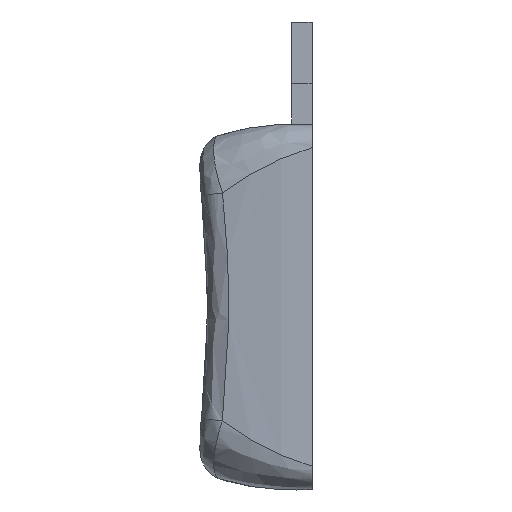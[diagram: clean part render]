
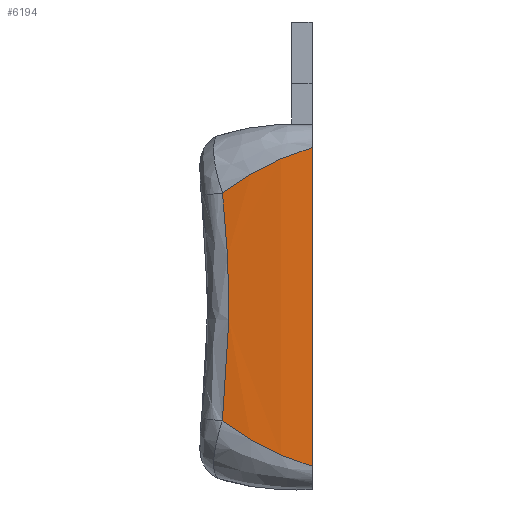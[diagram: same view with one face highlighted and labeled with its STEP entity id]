
A CAD part, left-side view. The second image highlights one B-rep face of the part: STEP entity #6194.
In plain terms, the highlighted cylindrical face has radius 20.743 mm (diameter 41.487 mm), a partial arc.
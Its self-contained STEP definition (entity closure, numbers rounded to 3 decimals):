
#242=ELLIPSE('',#6636,44.311,40.779);
#498=FACE_OUTER_BOUND('',#898,.T.);
#898=EDGE_LOOP('',(#4418,#4419,#4420,#4421));
#1303=B_SPLINE_CURVE_WITH_KNOTS('',3,(#10848,#10849,#10850,#10851,#10852,
#10853,#10854,#10855,#10856,#10857,#10858,#10859,#10860,#10861,#10862,#10863,
#10864,#10865,#10866,#10867,#10868,#10869,#10870,#10871,#10872),
 .UNSPECIFIED.,.F.,.F.,(4,3,3,3,3,3,3,3,4),(0.033,0.11,
0.187,0.261,0.334,0.407,
0.418,0.491,0.524),.UNSPECIFIED.);
#1312=B_SPLINE_CURVE_WITH_KNOTS('',3,(#11206,#11207,#11208,#11209,#11210,
#11211,#11212,#11213,#11214,#11215,#11216,#11217,#11218,#11219,#11220,#11221,
#11222,#11223,#11224,#11225,#11226,#11227,#11228,#11229,#11230),
 .UNSPECIFIED.,.F.,.F.,(4,3,3,3,3,3,3,3,4),(-0.107,-0.033,
0.,0.073,0.146,0.221,0.296,
0.373,0.385),.UNSPECIFIED.);
#1673=LINE('',#11246,#1981);
#1981=VECTOR('',#7335,10.);
#2549=VERTEX_POINT('',#10824);
#2551=VERTEX_POINT('',#10842);
#2561=VERTEX_POINT('',#11191);
#2563=VERTEX_POINT('',#11205);
#3233=EDGE_CURVE('',#2551,#2549,#1303,.T.);
#3249=EDGE_CURVE('',#2561,#2563,#1312,.T.);
#3252=EDGE_CURVE('',#2549,#2561,#1673,.T.);
#3253=EDGE_CURVE('',#2563,#2551,#242,.T.);
#4418=ORIENTED_EDGE('',*,*,#3252,.F.);
#4419=ORIENTED_EDGE('',*,*,#3233,.F.);
#4420=ORIENTED_EDGE('',*,*,#3253,.F.);
#4421=ORIENTED_EDGE('',*,*,#3249,.F.);
#6023=CYLINDRICAL_SURFACE('',#6635,20.743);
#6194=ADVANCED_FACE('',(#498),#6023,.T.);
#6635=AXIS2_PLACEMENT_3D('',#11245,#7333,#7334);
#6636=AXIS2_PLACEMENT_3D('',#11247,#7336,#7337);
#7333=DIRECTION('center_axis',(0.,0.,1.));
#7334=DIRECTION('ref_axis',(-0.92,0.391,0.));
#7335=DIRECTION('',(0.,0.,-1.));
#7336=DIRECTION('center_axis',(-0.987,0.163,0.));
#7337=DIRECTION('ref_axis',(0.,0.,1.));
#10824=CARTESIAN_POINT('',(-102.826,2.5,-178.821));
#10842=CARTESIAN_POINT('',(-102.572,6.882,-181.041));
#10848=CARTESIAN_POINT('Ctrl Pts',(-102.572,6.882,-181.041));
#10849=CARTESIAN_POINT('Ctrl Pts',(-102.607,6.674,-180.886));
#10850=CARTESIAN_POINT('Ctrl Pts',(-102.638,6.463,-180.736));
#10851=CARTESIAN_POINT('Ctrl Pts',(-102.667,6.247,-180.592));
#10852=CARTESIAN_POINT('Ctrl Pts',(-102.696,6.031,-180.448));
#10853=CARTESIAN_POINT('Ctrl Pts',(-102.722,5.81,-180.309));
#10854=CARTESIAN_POINT('Ctrl Pts',(-102.745,5.587,-180.177));
#10855=CARTESIAN_POINT('Ctrl Pts',(-102.767,5.371,-180.049));
#10856=CARTESIAN_POINT('Ctrl Pts',(-102.785,5.153,-179.928));
#10857=CARTESIAN_POINT('Ctrl Pts',(-102.801,4.932,-179.812));
#10858=CARTESIAN_POINT('Ctrl Pts',(-102.816,4.713,-179.697));
#10859=CARTESIAN_POINT('Ctrl Pts',(-102.828,4.491,-179.588));
#10860=CARTESIAN_POINT('Ctrl Pts',(-102.836,4.267,-179.486));
#10861=CARTESIAN_POINT('Ctrl Pts',(-102.844,4.046,-179.384));
#10862=CARTESIAN_POINT('Ctrl Pts',(-102.849,3.822,-179.288));
#10863=CARTESIAN_POINT('Ctrl Pts',(-102.85,3.597,-179.199));
#10864=CARTESIAN_POINT('Ctrl Pts',(-102.85,3.565,-179.187));
#10865=CARTESIAN_POINT('Ctrl Pts',(-102.85,3.532,-179.174));
#10866=CARTESIAN_POINT('Ctrl Pts',(-102.85,3.5,-179.161));
#10867=CARTESIAN_POINT('Ctrl Pts',(-102.85,3.274,-179.074));
#10868=CARTESIAN_POINT('Ctrl Pts',(-102.846,3.046,-178.993));
#10869=CARTESIAN_POINT('Ctrl Pts',(-102.839,2.816,-178.919));
#10870=CARTESIAN_POINT('Ctrl Pts',(-102.835,2.711,-178.885));
#10871=CARTESIAN_POINT('Ctrl Pts',(-102.831,2.606,-178.852));
#10872=CARTESIAN_POINT('Ctrl Pts',(-102.826,2.5,-178.821));
#11191=CARTESIAN_POINT('',(-102.826,2.5,-194.402));
#11205=CARTESIAN_POINT('',(-102.572,6.882,-192.182));
#11206=CARTESIAN_POINT('Ctrl Pts',(-102.826,2.5,-194.402));
#11207=CARTESIAN_POINT('Ctrl Pts',(-102.837,2.731,-194.334));
#11208=CARTESIAN_POINT('Ctrl Pts',(-102.844,2.961,-194.259));
#11209=CARTESIAN_POINT('Ctrl Pts',(-102.848,3.188,-194.177));
#11210=CARTESIAN_POINT('Ctrl Pts',(-102.849,3.293,-194.14));
#11211=CARTESIAN_POINT('Ctrl Pts',(-102.85,3.396,-194.101));
#11212=CARTESIAN_POINT('Ctrl Pts',(-102.85,3.5,-194.061));
#11213=CARTESIAN_POINT('Ctrl Pts',(-102.85,3.726,-193.974));
#11214=CARTESIAN_POINT('Ctrl Pts',(-102.846,3.95,-193.88));
#11215=CARTESIAN_POINT('Ctrl Pts',(-102.839,4.173,-193.78));
#11216=CARTESIAN_POINT('Ctrl Pts',(-102.832,4.397,-193.68));
#11217=CARTESIAN_POINT('Ctrl Pts',(-102.821,4.619,-193.572));
#11218=CARTESIAN_POINT('Ctrl Pts',(-102.807,4.839,-193.459));
#11219=CARTESIAN_POINT('Ctrl Pts',(-102.792,5.062,-193.345));
#11220=CARTESIAN_POINT('Ctrl Pts',(-102.774,5.282,-193.224));
#11221=CARTESIAN_POINT('Ctrl Pts',(-102.753,5.499,-193.097));
#11222=CARTESIAN_POINT('Ctrl Pts',(-102.732,5.719,-192.969));
#11223=CARTESIAN_POINT('Ctrl Pts',(-102.708,5.936,-192.835));
#11224=CARTESIAN_POINT('Ctrl Pts',(-102.68,6.149,-192.696));
#11225=CARTESIAN_POINT('Ctrl Pts',(-102.652,6.366,-192.553));
#11226=CARTESIAN_POINT('Ctrl Pts',(-102.621,6.579,-192.405));
#11227=CARTESIAN_POINT('Ctrl Pts',(-102.588,6.788,-192.252));
#11228=CARTESIAN_POINT('Ctrl Pts',(-102.583,6.819,-192.229));
#11229=CARTESIAN_POINT('Ctrl Pts',(-102.578,6.851,-192.206));
#11230=CARTESIAN_POINT('Ctrl Pts',(-102.572,6.882,-192.182));
#11245=CARTESIAN_POINT('Origin',(-82.107,3.5,-186.611));
#11246=CARTESIAN_POINT('',(-102.826,2.5,-186.625));
#11247=CARTESIAN_POINT('Origin',(-95.977,46.796,-186.611));
